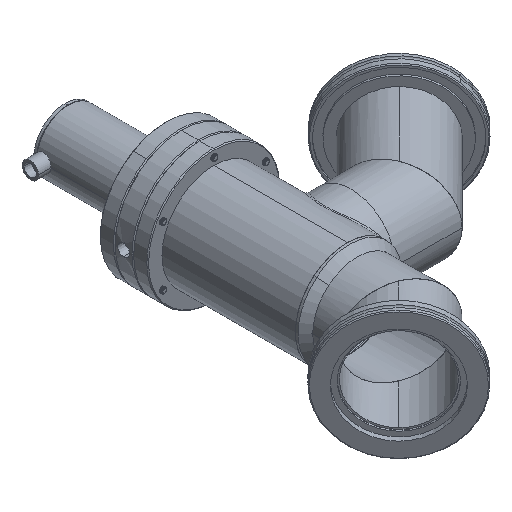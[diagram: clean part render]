
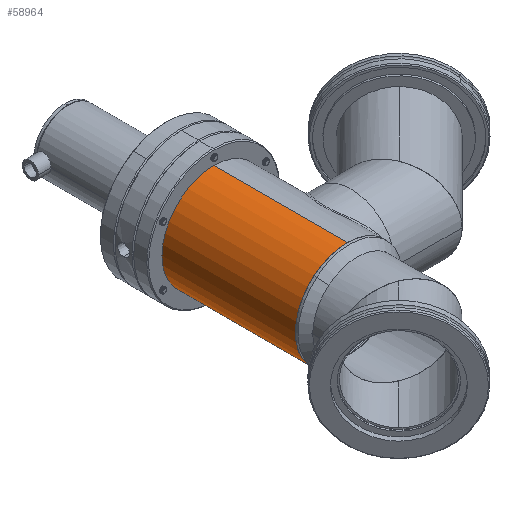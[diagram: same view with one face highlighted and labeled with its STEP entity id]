
A CAD part, isometric view. The second image highlights one B-rep face of the part: STEP entity #58964.
In plain terms, the highlighted cylindrical face has radius 44.45 mm (diameter 88.9 mm), a partial arc.
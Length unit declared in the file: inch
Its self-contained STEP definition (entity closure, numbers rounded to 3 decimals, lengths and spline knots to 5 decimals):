
#1127 = AXIS2_PLACEMENT_3D ( 'NONE', #15972, #53524, #11359 ) ;
#2328 = VECTOR ( 'NONE', #9690, 39.37008 ) ;
#4691 = FACE_OUTER_BOUND ( 'NONE', #34234, .T. ) ;
#5071 = LINE ( 'NONE', #51850, #2328 ) ;
#5597 = EDGE_CURVE ( 'NONE', #59738, #7095, #9895, .T. ) ;
#7095 = VERTEX_POINT ( 'NONE', #19636 ) ;
#7407 = DIRECTION ( 'NONE',  ( 0., -1., 0. ) ) ;
#8710 = CYLINDRICAL_SURFACE ( 'NONE', #12980, 1.75 ) ;
#9389 = EDGE_CURVE ( 'NONE', #59738, #30260, #35392, .T. ) ;
#9690 = DIRECTION ( 'NONE',  ( 0., -1., 0. ) ) ;
#9895 = LINE ( 'NONE', #34490, #18138 ) ;
#11359 = DIRECTION ( 'NONE',  ( 0., 0., 1. ) ) ;
#12980 = AXIS2_PLACEMENT_3D ( 'NONE', #37639, #60094, #31809 ) ;
#13287 = ORIENTED_EDGE ( 'NONE', *, *, #9389, .F. ) ;
#14747 = ORIENTED_EDGE ( 'NONE', *, *, #27959, .F. ) ;
#15972 = CARTESIAN_POINT ( 'NONE',  ( 0., 5.23443, 0. ) ) ;
#17680 = AXIS2_PLACEMENT_3D ( 'NONE', #55584, #58427, #40278 ) ;
#18138 = VECTOR ( 'NONE', #7407, 39.37008 ) ;
#19636 = CARTESIAN_POINT ( 'NONE',  ( 0., 5.23443, -1.75 ) ) ;
#20705 = CARTESIAN_POINT ( 'NONE',  ( 0., 9.78443, -1.75 ) ) ;
#27669 = CIRCLE ( 'NONE', #1127, 1.75 ) ;
#27959 = EDGE_CURVE ( 'NONE', #30260, #39916, #5071, .T. ) ;
#28976 = CARTESIAN_POINT ( 'NONE',  ( 0., 5.23443, 1.75 ) ) ;
#30260 = VERTEX_POINT ( 'NONE', #35072 ) ;
#30331 = EDGE_CURVE ( 'NONE', #7095, #39916, #27669, .T. ) ;
#31809 = DIRECTION ( 'NONE',  ( 0., 0., -1. ) ) ;
#32158 = ORIENTED_EDGE ( 'NONE', *, *, #5597, .T. ) ;
#34234 = EDGE_LOOP ( 'NONE', ( #14747, #13287, #32158, #54736 ) ) ;
#34490 = CARTESIAN_POINT ( 'NONE',  ( 0., 9.78443, -1.75 ) ) ;
#35072 = CARTESIAN_POINT ( 'NONE',  ( 0., 9.78443, 1.75 ) ) ;
#35392 = CIRCLE ( 'NONE', #17680, 1.75 ) ;
#37639 = CARTESIAN_POINT ( 'NONE',  ( 0., 9.78443, 0. ) ) ;
#39916 = VERTEX_POINT ( 'NONE', #28976 ) ;
#40278 = DIRECTION ( 'NONE',  ( 0., 0., 1. ) ) ;
#51850 = CARTESIAN_POINT ( 'NONE',  ( 0., 9.78443, 1.75 ) ) ;
#53524 = DIRECTION ( 'NONE',  ( 0., 1., 0. ) ) ;
#54736 = ORIENTED_EDGE ( 'NONE', *, *, #30331, .T. ) ;
#55584 = CARTESIAN_POINT ( 'NONE',  ( 0., 9.78443, 0. ) ) ;
#58427 = DIRECTION ( 'NONE',  ( 0., 1., 0. ) ) ;
#58964 = ADVANCED_FACE ( 'NONE', ( #4691 ), #8710, .T. ) ;
#59738 = VERTEX_POINT ( 'NONE', #20705 ) ;
#60094 = DIRECTION ( 'NONE',  ( 0., -1., 0. ) ) ;
